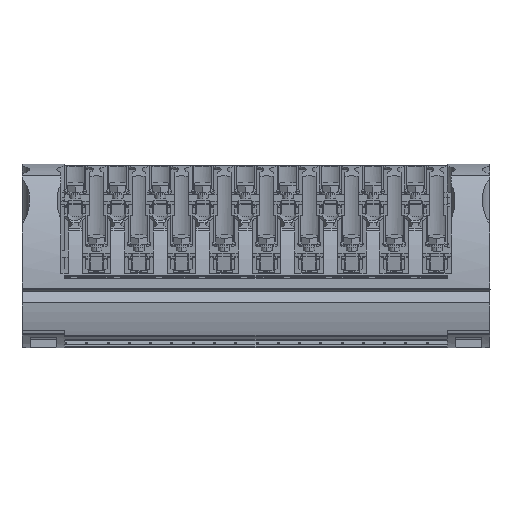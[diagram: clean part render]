
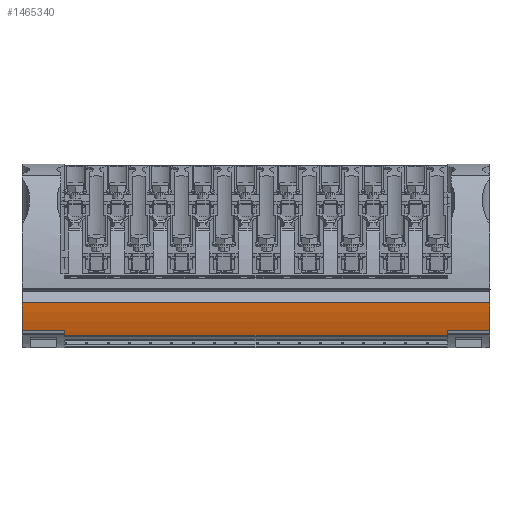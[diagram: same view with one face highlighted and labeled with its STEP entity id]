
A CAD part, front view. The second image highlights one B-rep face of the part: STEP entity #1465340.
In plain terms, the highlighted cylindrical face has radius 50 mm (diameter 100 mm), a partial arc.
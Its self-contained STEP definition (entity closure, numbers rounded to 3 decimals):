
#145180=CARTESIAN_POINT('',(-90.275,21.76,
2.83));
#145190=VERTEX_POINT('',#145180);
#145220=CARTESIAN_POINT('',(-90.275,71.591,
6.938));
#145230=DIRECTION('',(1.,0.,0.));
#145240=DIRECTION('',(0.,-1.,0.));
#145250=AXIS2_PLACEMENT_3D('',#145220,#145230,#145240);
#145260=CIRCLE('',#145250,50.);
#145270=CARTESIAN_POINT('',(-90.275,23.811,
-7.797));
#145280=VERTEX_POINT('',#145270);
#145290=EDGE_CURVE('',#145190,#145280,#145260,.T.);
#403120=CARTESIAN_POINT('',(-73.975,24.375,
-9.516));
#403130=VERTEX_POINT('',#403120);
#403400=CARTESIAN_POINT('',(-73.975,23.811,
-7.797));
#403410=VERTEX_POINT('',#403400);
#403440=CARTESIAN_POINT('',(-73.975,71.591,
6.938));
#403450=DIRECTION('',(1.,0.,0.));
#403460=DIRECTION('',(0.,-1.,0.));
#403470=AXIS2_PLACEMENT_3D('',#403440,#403450,#403460);
#403480=CIRCLE('',#403470,50.);
#403490=EDGE_CURVE('',#403410,#403130,#403480,.T.);
#424270=CARTESIAN_POINT('',(-90.775,23.811,
-7.797));
#424280=DIRECTION('',(1.,0.,0.));
#424290=VECTOR('',#424280,1.);
#424300=LINE('',#424270,#424290);
#424310=EDGE_CURVE('',#145280,#403410,#424300,.T.);
#1458940=CARTESIAN_POINT('',(89.025,21.76,
2.83));
#1458950=VERTEX_POINT('',#1458940);
#1458980=CARTESIAN_POINT('',(-74.475,21.76,
2.83));
#1458990=DIRECTION('',(1.,0.,0.));
#1459000=VECTOR('',#1458990,1.);
#1459010=LINE('',#1458980,#1459000);
#1459020=EDGE_CURVE('',#145190,#1458950,#1459010,.T.);
#1464790=CARTESIAN_POINT('',(-74.475,24.375,
-9.516));
#1464800=DIRECTION('',(1.,0.,0.));
#1464810=VECTOR('',#1464800,1.);
#1464820=LINE('',#1464790,#1464810);
#1464830=CARTESIAN_POINT('',(72.725,24.375,
-9.516));
#1464840=VERTEX_POINT('',#1464830);
#1464850=EDGE_CURVE('',#403130,#1464840,#1464820,.T.);
#1464980=CARTESIAN_POINT('',(-74.475,71.591,
6.938));
#1464990=DIRECTION('',(1.,0.,0.));
#1465000=DIRECTION('',(0.,-1.,0.));
#1465010=AXIS2_PLACEMENT_3D('',#1464980,#1464990,#1465000);
#1465020=CYLINDRICAL_SURFACE('',#1465010,50.);
#1465030=CARTESIAN_POINT('',(72.725,71.591,
6.938));
#1465040=DIRECTION('',(-1.,0.,0.));
#1465050=DIRECTION('',(0.,-1.,0.));
#1465060=AXIS2_PLACEMENT_3D('',#1465030,#1465040,#1465050);
#1465070=CIRCLE('',#1465060,50.);
#1465080=CARTESIAN_POINT('',(72.725,23.811,
-7.797));
#1465090=VERTEX_POINT('',#1465080);
#1465100=EDGE_CURVE('',#1464840,#1465090,#1465070,.T.);
#1465110=ORIENTED_EDGE('',*,*,#1465100,.T.);
#1465120=ORIENTED_EDGE('',*,*,#1464850,.T.);
#1465130=ORIENTED_EDGE('',*,*,#403490,.T.);
#1465140=ORIENTED_EDGE('',*,*,#424310,.T.);
#1465150=ORIENTED_EDGE('',*,*,#145290,.T.);
#1465160=ORIENTED_EDGE('',*,*,#1459020,.F.);
#1465170=CARTESIAN_POINT('',(89.025,71.591,
6.938));
#1465180=DIRECTION('',(1.,0.,0.));
#1465190=DIRECTION('',(0.,-1.,0.));
#1465200=AXIS2_PLACEMENT_3D('',#1465170,#1465180,#1465190);
#1465210=CIRCLE('',#1465200,50.);
#1465220=CARTESIAN_POINT('',(89.025,23.811,
-7.797));
#1465230=VERTEX_POINT('',#1465220);
#1465240=EDGE_CURVE('',#1458950,#1465230,#1465210,.T.);
#1465250=ORIENTED_EDGE('',*,*,#1465240,.F.);
#1465260=CARTESIAN_POINT('',(-74.475,23.811,
-7.797));
#1465270=DIRECTION('',(1.,0.,0.));
#1465280=VECTOR('',#1465270,1.);
#1465290=LINE('',#1465260,#1465280);
#1465300=EDGE_CURVE('',#1465090,#1465230,#1465290,.T.);
#1465310=ORIENTED_EDGE('',*,*,#1465300,.T.);
#1465320=EDGE_LOOP('',(#1465310,#1465250,#1465160,#1465150,#1465140,
#1465130,#1465120,#1465110));
#1465330=FACE_OUTER_BOUND('',#1465320,.T.);
#1465340=ADVANCED_FACE('',(#1465330),#1465020,.T.);
